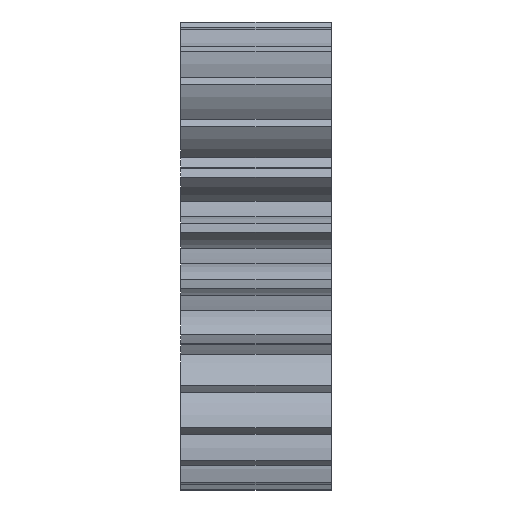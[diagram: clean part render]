
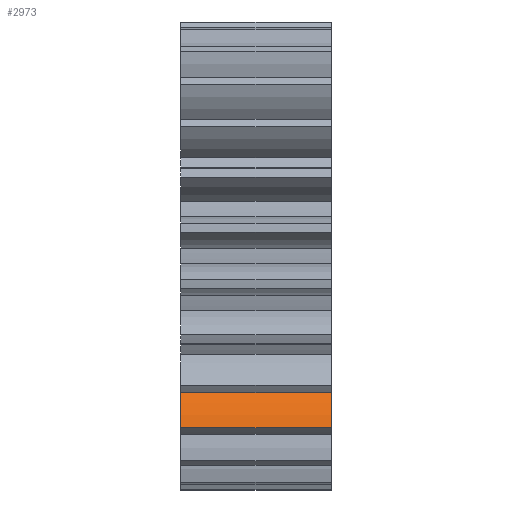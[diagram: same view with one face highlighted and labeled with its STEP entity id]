
A CAD part, front view. The second image highlights one B-rep face of the part: STEP entity #2973.
In plain terms, the highlighted cylindrical face has radius 5.2 mm (diameter 10.4 mm), a partial arc.
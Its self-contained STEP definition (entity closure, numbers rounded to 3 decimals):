
#43 = VECTOR ( 'NONE', #2983, 1000. ) ;
#124 = EDGE_CURVE ( 'NONE', #552, #3385, #2570, .T. ) ;
#337 = EDGE_CURVE ( 'NONE', #3385, #864, #2676, .T. ) ;
#355 = ORIENTED_EDGE ( 'NONE', *, *, #2998, .T. ) ;
#402 = AXIS2_PLACEMENT_3D ( 'NONE', #1109, #1409, #1958 ) ;
#465 = DIRECTION ( 'NONE',  ( 0., -0.663, 0.749 ) ) ;
#509 = CARTESIAN_POINT ( 'NONE',  ( 4.5, -9.493, -10.29 ) ) ;
#552 = VERTEX_POINT ( 'NONE', #655 ) ;
#655 = CARTESIAN_POINT ( 'NONE',  ( 9., -9.493, -10.29 ) ) ;
#864 = VERTEX_POINT ( 'NONE', #2451 ) ;
#954 = CARTESIAN_POINT ( 'NONE',  ( 0., -4.411, -11.392 ) ) ;
#1109 = CARTESIAN_POINT ( 'NONE',  ( 9., -4.411, -11.392 ) ) ;
#1155 = CIRCLE ( 'NONE', #1744, 5.2 ) ;
#1358 = DIRECTION ( 'NONE',  ( 1., 0., 0. ) ) ;
#1375 = CARTESIAN_POINT ( 'NONE',  ( 9., -4.411, -11.392 ) ) ;
#1409 = DIRECTION ( 'NONE',  ( -1., 0., 0. ) ) ;
#1494 = CARTESIAN_POINT ( 'NONE',  ( 0., -9.493, -10.29 ) ) ;
#1506 = LINE ( 'NONE', #509, #2811 ) ;
#1681 = ORIENTED_EDGE ( 'NONE', *, *, #124, .T. ) ;
#1736 = ORIENTED_EDGE ( 'NONE', *, *, #2090, .T. ) ;
#1744 = AXIS2_PLACEMENT_3D ( 'NONE', #954, #3919, #3026 ) ;
#1958 = DIRECTION ( 'NONE',  ( 0., 0., 1. ) ) ;
#2090 = EDGE_CURVE ( 'NONE', #3094, #552, #1506, .T. ) ;
#2102 = ORIENTED_EDGE ( 'NONE', *, *, #337, .T. ) ;
#2451 = CARTESIAN_POINT ( 'NONE',  ( 0., -8.471, -8.142 ) ) ;
#2570 = CIRCLE ( 'NONE', #2857, 5.2 ) ;
#2623 = DIRECTION ( 'NONE',  ( -1., 0., 0. ) ) ;
#2676 = LINE ( 'NONE', #2699, #43 ) ;
#2699 = CARTESIAN_POINT ( 'NONE',  ( 9., -8.471, -8.142 ) ) ;
#2811 = VECTOR ( 'NONE', #1358, 1000. ) ;
#2857 = AXIS2_PLACEMENT_3D ( 'NONE', #1375, #2623, #465 ) ;
#2973 = ADVANCED_FACE ( 'NONE', ( #3455 ), #3464, .T. ) ;
#2983 = DIRECTION ( 'NONE',  ( -1., 0., 0. ) ) ;
#2998 = EDGE_CURVE ( 'NONE', #864, #3094, #1155, .T. ) ;
#3026 = DIRECTION ( 'NONE',  ( 0., 0., -1. ) ) ;
#3094 = VERTEX_POINT ( 'NONE', #1494 ) ;
#3301 = CARTESIAN_POINT ( 'NONE',  ( 9., -8.471, -8.142 ) ) ;
#3385 = VERTEX_POINT ( 'NONE', #3301 ) ;
#3393 = EDGE_LOOP ( 'NONE', ( #1736, #1681, #2102, #355 ) ) ;
#3455 = FACE_OUTER_BOUND ( 'NONE', #3393, .T. ) ;
#3464 = CYLINDRICAL_SURFACE ( 'NONE', #402, 5.2 ) ;
#3919 = DIRECTION ( 'NONE',  ( 1., 0., 0. ) ) ;
